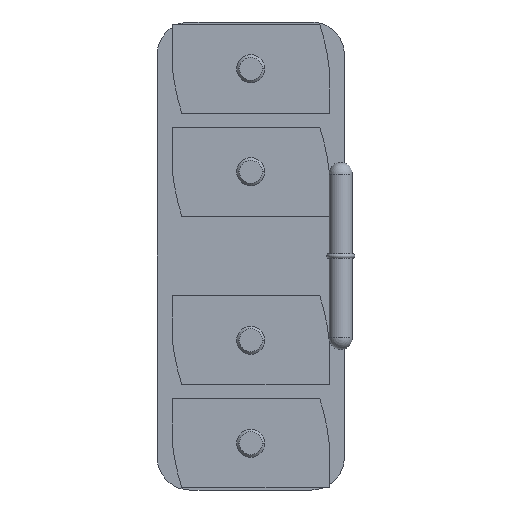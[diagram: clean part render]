
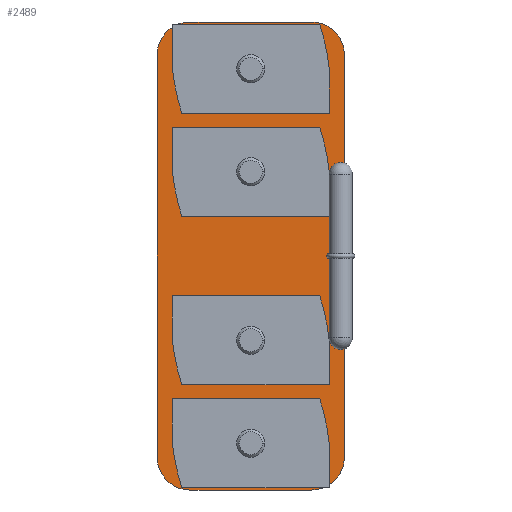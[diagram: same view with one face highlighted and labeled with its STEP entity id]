
A CAD part, front view. The second image highlights one B-rep face of the part: STEP entity #2489.
In plain terms, the highlighted planar face has unit normal (0, -1, 0).
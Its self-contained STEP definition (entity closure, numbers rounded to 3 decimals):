
#3 = DIRECTION ( 'NONE',  ( 0., 1., 0. ) ) ;
#20 = CARTESIAN_POINT ( 'NONE',  ( -13., 0., -50. ) ) ;
#36 = ORIENTED_EDGE ( 'NONE', *, *, #3427, .F. ) ;
#41 = CARTESIAN_POINT ( 'NONE',  ( 0., 0., -18. ) ) ;
#67 = CARTESIAN_POINT ( 'NONE',  ( -13., 0., -43. ) ) ;
#81 = EDGE_LOOP ( 'NONE', ( #1042, #2278, #4517, #4378, #36, #5093, #4894, #4071 ) ) ;
#168 = EDGE_LOOP ( 'NONE', ( #646, #1940 ) ) ;
#229 = DIRECTION ( 'NONE',  ( 0., 0., 1. ) ) ;
#257 = AXIS2_PLACEMENT_3D ( 'NONE', #4158, #1970, #1582 ) ;
#263 = DIRECTION ( 'NONE',  ( 0., 0., 1. ) ) ;
#276 = CARTESIAN_POINT ( 'NONE',  ( 0., 0., 40. ) ) ;
#280 = VERTEX_POINT ( 'NONE', #1432 ) ;
#302 = EDGE_CURVE ( 'NONE', #905, #3351, #2619, .T. ) ;
#329 = EDGE_CURVE ( 'NONE', #2522, #2333, #986, .T. ) ;
#352 = CARTESIAN_POINT ( 'NONE',  ( 0., 0., -43.3 ) ) ;
#398 = FACE_BOUND ( 'NONE', #4104, .T. ) ;
#455 = FACE_BOUND ( 'NONE', #3815, .T. ) ;
#460 = CARTESIAN_POINT ( 'NONE',  ( 0., 0., 21.3 ) ) ;
#558 = DIRECTION ( 'NONE',  ( 0., 1., 0. ) ) ;
#632 = DIRECTION ( 'NONE',  ( 0., 1., 0. ) ) ;
#646 = ORIENTED_EDGE ( 'NONE', *, *, #302, .T. ) ;
#674 = AXIS2_PLACEMENT_3D ( 'NONE', #2062, #3260, #2842 ) ;
#710 = CARTESIAN_POINT ( 'NONE',  ( -20., 0., 50. ) ) ;
#724 = EDGE_CURVE ( 'NONE', #1121, #732, #3824, .T. ) ;
#732 = VERTEX_POINT ( 'NONE', #20 ) ;
#747 = CARTESIAN_POINT ( 'NONE',  ( 0., 0., 18. ) ) ;
#756 = VERTEX_POINT ( 'NONE', #1756 ) ;
#823 = DIRECTION ( 'NONE',  ( 0., -1., 0. ) ) ;
#829 = PLANE ( 'NONE',  #674 ) ;
#878 = VERTEX_POINT ( 'NONE', #460 ) ;
#905 = VERTEX_POINT ( 'NONE', #1369 ) ;
#929 = ORIENTED_EDGE ( 'NONE', *, *, #3551, .T. ) ;
#986 = CIRCLE ( 'NONE', #2558, 3.3 ) ;
#1039 = AXIS2_PLACEMENT_3D ( 'NONE', #5125, #3, #3196 ) ;
#1042 = ORIENTED_EDGE ( 'NONE', *, *, #5159, .F. ) ;
#1099 = CIRCLE ( 'NONE', #1314, 3.3 ) ;
#1121 = VERTEX_POINT ( 'NONE', #4605 ) ;
#1230 = AXIS2_PLACEMENT_3D ( 'NONE', #3772, #4159, #2216 ) ;
#1261 = DIRECTION ( 'NONE',  ( 0., 0., 1. ) ) ;
#1290 = LINE ( 'NONE', #3467, #4311 ) ;
#1314 = AXIS2_PLACEMENT_3D ( 'NONE', #41, #2794, #4379 ) ;
#1336 = LINE ( 'NONE', #2674, #2215 ) ;
#1365 = AXIS2_PLACEMENT_3D ( 'NONE', #67, #823, #4346 ) ;
#1369 = CARTESIAN_POINT ( 'NONE',  ( 0., 0., -36.7 ) ) ;
#1402 = DIRECTION ( 'NONE',  ( 0., 1., 0. ) ) ;
#1432 = CARTESIAN_POINT ( 'NONE',  ( 13., 0., -50. ) ) ;
#1472 = CARTESIAN_POINT ( 'NONE',  ( -20., 0., 43. ) ) ;
#1474 = CARTESIAN_POINT ( 'NONE',  ( 13., 0., 50. ) ) ;
#1478 = FACE_BOUND ( 'NONE', #4389, .T. ) ;
#1488 = CARTESIAN_POINT ( 'NONE',  ( 0., 0., -18. ) ) ;
#1491 = DIRECTION ( 'NONE',  ( 0., 1., 0. ) ) ;
#1540 = AXIS2_PLACEMENT_3D ( 'NONE', #1886, #632, #3778 ) ;
#1560 = AXIS2_PLACEMENT_3D ( 'NONE', #747, #1491, #3898 ) ;
#1582 = DIRECTION ( 'NONE',  ( 0., 0., 1. ) ) ;
#1602 = EDGE_CURVE ( 'NONE', #4196, #878, #3689, .T. ) ;
#1660 = EDGE_CURVE ( 'NONE', #3351, #905, #2281, .T. ) ;
#1666 = FACE_BOUND ( 'NONE', #168, .T. ) ;
#1673 = VERTEX_POINT ( 'NONE', #1474 ) ;
#1756 = CARTESIAN_POINT ( 'NONE',  ( 20., 0., 43. ) ) ;
#1786 = CARTESIAN_POINT ( 'NONE',  ( 20., 0., -43. ) ) ;
#1878 = VECTOR ( 'NONE', #5106, 1000. ) ;
#1886 = CARTESIAN_POINT ( 'NONE',  ( 0., 0., -40. ) ) ;
#1940 = ORIENTED_EDGE ( 'NONE', *, *, #1660, .T. ) ;
#1970 = DIRECTION ( 'NONE',  ( 0., -1., 0. ) ) ;
#2026 = VERTEX_POINT ( 'NONE', #2592 ) ;
#2062 = CARTESIAN_POINT ( 'NONE',  ( 0., 0., 0. ) ) ;
#2083 = CIRCLE ( 'NONE', #1039, 3.3 ) ;
#2215 = VECTOR ( 'NONE', #263, 1000. ) ;
#2216 = DIRECTION ( 'NONE',  ( 0., 0., 1. ) ) ;
#2278 = ORIENTED_EDGE ( 'NONE', *, *, #2624, .T. ) ;
#2281 = CIRCLE ( 'NONE', #1540, 3.3 ) ;
#2330 = CIRCLE ( 'NONE', #3377, 7. ) ;
#2333 = VERTEX_POINT ( 'NONE', #4259 ) ;
#2437 = DIRECTION ( 'NONE',  ( 0., -1., 0. ) ) ;
#2474 = VERTEX_POINT ( 'NONE', #2721 ) ;
#2477 = AXIS2_PLACEMENT_3D ( 'NONE', #4799, #2437, #1261 ) ;
#2489 = ADVANCED_FACE ( 'NONE', ( #1478, #455, #398, #1666, #4115 ), #829, .F. ) ;
#2522 = VERTEX_POINT ( 'NONE', #3276 ) ;
#2558 = AXIS2_PLACEMENT_3D ( 'NONE', #1488, #5052, #3870 ) ;
#2592 = CARTESIAN_POINT ( 'NONE',  ( 0., 0., 43.3 ) ) ;
#2619 = CIRCLE ( 'NONE', #1230, 3.3 ) ;
#2624 = EDGE_CURVE ( 'NONE', #2474, #2801, #4367, .T. ) ;
#2674 = CARTESIAN_POINT ( 'NONE',  ( -20., 0., -50. ) ) ;
#2696 = CARTESIAN_POINT ( 'NONE',  ( 0., 0., 14.7 ) ) ;
#2721 = CARTESIAN_POINT ( 'NONE',  ( -13., 0., 50. ) ) ;
#2768 = EDGE_CURVE ( 'NONE', #756, #3681, #1290, .T. ) ;
#2794 = DIRECTION ( 'NONE',  ( 0., 1., 0. ) ) ;
#2796 = EDGE_CURVE ( 'NONE', #2333, #2522, #1099, .T. ) ;
#2801 = VERTEX_POINT ( 'NONE', #1472 ) ;
#2842 = DIRECTION ( 'NONE',  ( 0., 0., 1. ) ) ;
#2894 = DIRECTION ( 'NONE',  ( 0., -1., 0. ) ) ;
#2912 = CARTESIAN_POINT ( 'NONE',  ( 13., 0., -43. ) ) ;
#2958 = EDGE_CURVE ( 'NONE', #1121, #2801, #1336, .T. ) ;
#3088 = VECTOR ( 'NONE', #4278, 1000. ) ;
#3196 = DIRECTION ( 'NONE',  ( 0., 0., 1. ) ) ;
#3209 = LINE ( 'NONE', #3498, #3088 ) ;
#3260 = DIRECTION ( 'NONE',  ( 0., 1., 0. ) ) ;
#3276 = CARTESIAN_POINT ( 'NONE',  ( 0., 0., -21.3 ) ) ;
#3296 = EDGE_CURVE ( 'NONE', #5086, #2026, #4303, .T. ) ;
#3351 = VERTEX_POINT ( 'NONE', #352 ) ;
#3357 = DIRECTION ( 'NONE',  ( 0., 0., 1. ) ) ;
#3375 = CARTESIAN_POINT ( 'NONE',  ( 0., 0., 18. ) ) ;
#3377 = AXIS2_PLACEMENT_3D ( 'NONE', #2912, #2894, #4474 ) ;
#3427 = EDGE_CURVE ( 'NONE', #280, #732, #3209, .T. ) ;
#3450 = EDGE_CURVE ( 'NONE', #280, #3681, #2330, .T. ) ;
#3467 = CARTESIAN_POINT ( 'NONE',  ( 20., 0., -50. ) ) ;
#3498 = CARTESIAN_POINT ( 'NONE',  ( -20., 0., -50. ) ) ;
#3551 = EDGE_CURVE ( 'NONE', #2026, #5086, #2083, .T. ) ;
#3598 = ORIENTED_EDGE ( 'NONE', *, *, #3670, .T. ) ;
#3634 = ORIENTED_EDGE ( 'NONE', *, *, #2796, .T. ) ;
#3670 = EDGE_CURVE ( 'NONE', #878, #4196, #4418, .T. ) ;
#3681 = VERTEX_POINT ( 'NONE', #1786 ) ;
#3689 = CIRCLE ( 'NONE', #4442, 3.3 ) ;
#3772 = CARTESIAN_POINT ( 'NONE',  ( 0., 0., -40. ) ) ;
#3778 = DIRECTION ( 'NONE',  ( 0., 0., 1. ) ) ;
#3815 = EDGE_LOOP ( 'NONE', ( #3598, #4201 ) ) ;
#3821 = ORIENTED_EDGE ( 'NONE', *, *, #329, .T. ) ;
#3824 = CIRCLE ( 'NONE', #1365, 7. ) ;
#3835 = LINE ( 'NONE', #710, #1878 ) ;
#3870 = DIRECTION ( 'NONE',  ( 0., 0., 1. ) ) ;
#3898 = DIRECTION ( 'NONE',  ( 0., 0., 1. ) ) ;
#4047 = AXIS2_PLACEMENT_3D ( 'NONE', #276, #1402, #229 ) ;
#4061 = CIRCLE ( 'NONE', #257, 7. ) ;
#4071 = ORIENTED_EDGE ( 'NONE', *, *, #4228, .T. ) ;
#4104 = EDGE_LOOP ( 'NONE', ( #3634, #3821 ) ) ;
#4115 = FACE_OUTER_BOUND ( 'NONE', #81, .T. ) ;
#4158 = CARTESIAN_POINT ( 'NONE',  ( 13., 0., 43. ) ) ;
#4159 = DIRECTION ( 'NONE',  ( 0., 1., 0. ) ) ;
#4196 = VERTEX_POINT ( 'NONE', #2696 ) ;
#4201 = ORIENTED_EDGE ( 'NONE', *, *, #1602, .T. ) ;
#4228 = EDGE_CURVE ( 'NONE', #756, #1673, #4061, .T. ) ;
#4259 = CARTESIAN_POINT ( 'NONE',  ( 0., 0., -14.7 ) ) ;
#4278 = DIRECTION ( 'NONE',  ( -1., 0., 0. ) ) ;
#4303 = CIRCLE ( 'NONE', #4047, 3.3 ) ;
#4311 = VECTOR ( 'NONE', #4967, 1000. ) ;
#4346 = DIRECTION ( 'NONE',  ( 0., 0., 1. ) ) ;
#4367 = CIRCLE ( 'NONE', #2477, 7. ) ;
#4378 = ORIENTED_EDGE ( 'NONE', *, *, #724, .T. ) ;
#4379 = DIRECTION ( 'NONE',  ( 0., 0., 1. ) ) ;
#4389 = EDGE_LOOP ( 'NONE', ( #929, #4674 ) ) ;
#4418 = CIRCLE ( 'NONE', #1560, 3.3 ) ;
#4442 = AXIS2_PLACEMENT_3D ( 'NONE', #3375, #558, #3357 ) ;
#4474 = DIRECTION ( 'NONE',  ( 0., 0., 1. ) ) ;
#4517 = ORIENTED_EDGE ( 'NONE', *, *, #2958, .F. ) ;
#4605 = CARTESIAN_POINT ( 'NONE',  ( -20., 0., -43. ) ) ;
#4674 = ORIENTED_EDGE ( 'NONE', *, *, #3296, .T. ) ;
#4799 = CARTESIAN_POINT ( 'NONE',  ( -13., 0., 43. ) ) ;
#4894 = ORIENTED_EDGE ( 'NONE', *, *, #2768, .F. ) ;
#4967 = DIRECTION ( 'NONE',  ( 0., 0., -1. ) ) ;
#5052 = DIRECTION ( 'NONE',  ( 0., 1., 0. ) ) ;
#5086 = VERTEX_POINT ( 'NONE', #5130 ) ;
#5093 = ORIENTED_EDGE ( 'NONE', *, *, #3450, .T. ) ;
#5106 = DIRECTION ( 'NONE',  ( 1., 0., 0. ) ) ;
#5125 = CARTESIAN_POINT ( 'NONE',  ( 0., 0., 40. ) ) ;
#5130 = CARTESIAN_POINT ( 'NONE',  ( 0., 0., 36.7 ) ) ;
#5159 = EDGE_CURVE ( 'NONE', #2474, #1673, #3835, .T. ) ;
